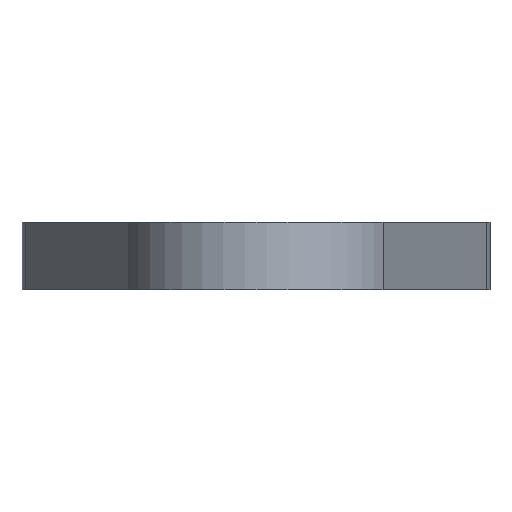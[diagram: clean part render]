
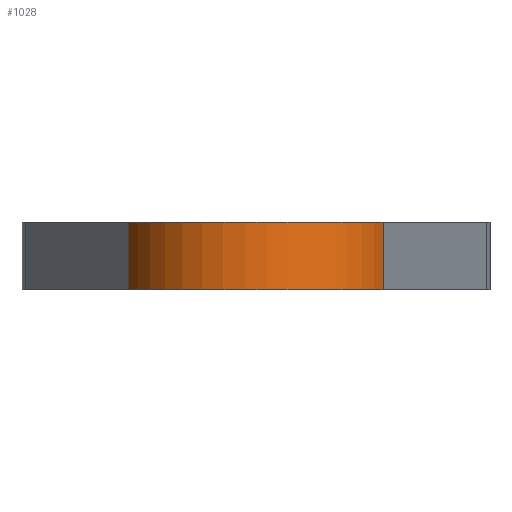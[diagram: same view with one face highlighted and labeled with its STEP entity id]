
A CAD part, front view. The second image highlights one B-rep face of the part: STEP entity #1028.
In plain terms, the highlighted cylindrical face has radius 20 mm (diameter 40 mm), a partial arc.
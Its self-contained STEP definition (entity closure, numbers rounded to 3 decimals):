
#45 = PLANE('',#46);
#46 = AXIS2_PLACEMENT_3D('',#47,#48,#49);
#47 = CARTESIAN_POINT('',(0.,-15.88,0.));
#48 = DIRECTION('',(0.,0.,1.));
#49 = DIRECTION('',(1.,0.,0.));
#102 = PLANE('',#103);
#103 = AXIS2_PLACEMENT_3D('',#104,#105,#106);
#104 = CARTESIAN_POINT('',(0.,-15.88,10.));
#105 = DIRECTION('',(0.,0.,1.));
#106 = DIRECTION('',(1.,0.,0.));
#169 = VERTEX_POINT('',#170);
#170 = CARTESIAN_POINT('',(-18.957,-56.375,0.));
#184 = PLANE('',#185);
#185 = AXIS2_PLACEMENT_3D('',#186,#187,#188);
#186 = CARTESIAN_POINT('',(-35.,0.,0.));
#187 = DIRECTION('',(0.962,0.274,0.));
#188 = DIRECTION('',(0.274,-0.962,0.));
#196 = EDGE_CURVE('',#169,#197,#199,.T.);
#197 = VERTEX_POINT('',#198);
#198 = CARTESIAN_POINT('',(18.957,-56.375,0.));
#199 = SURFACE_CURVE('',#200,(#205,#212),.PCURVE_S1.);
#200 = CIRCLE('',#201,20.);
#201 = AXIS2_PLACEMENT_3D('',#202,#203,#204);
#202 = CARTESIAN_POINT('',(0.,-50.,0.));
#203 = DIRECTION('',(0.,0.,1.));
#204 = DIRECTION('',(1.,0.,0.));
#205 = PCURVE('',#45,#206);
#206 = DEFINITIONAL_REPRESENTATION('',(#207),#211);
#207 = CIRCLE('',#208,20.);
#208 = AXIS2_PLACEMENT_2D('',#209,#210);
#209 = CARTESIAN_POINT('',(0.,-34.12));
#210 = DIRECTION('',(1.,0.));
#211 = ( GEOMETRIC_REPRESENTATION_CONTEXT(2) 
PARAMETRIC_REPRESENTATION_CONTEXT() REPRESENTATION_CONTEXT('2D SPACE',''
  ) );
#212 = PCURVE('',#213,#218);
#213 = CYLINDRICAL_SURFACE('',#214,20.);
#214 = AXIS2_PLACEMENT_3D('',#215,#216,#217);
#215 = CARTESIAN_POINT('',(0.,-50.,0.));
#216 = DIRECTION('',(-0.,-0.,-1.));
#217 = DIRECTION('',(1.,0.,0.));
#218 = DEFINITIONAL_REPRESENTATION('',(#219),#223);
#219 = LINE('',#220,#221);
#220 = CARTESIAN_POINT('',(-0.,0.));
#221 = VECTOR('',#222,1.);
#222 = DIRECTION('',(-1.,0.));
#223 = ( GEOMETRIC_REPRESENTATION_CONTEXT(2) 
PARAMETRIC_REPRESENTATION_CONTEXT() REPRESENTATION_CONTEXT('2D SPACE',''
  ) );
#241 = PLANE('',#242);
#242 = AXIS2_PLACEMENT_3D('',#243,#244,#245);
#243 = CARTESIAN_POINT('',(18.957,-56.375,0.));
#244 = DIRECTION('',(-0.962,0.274,0.));
#245 = DIRECTION('',(0.274,0.962,0.));
#673 = VERTEX_POINT('',#674);
#674 = CARTESIAN_POINT('',(-18.957,-56.375,10.));
#695 = EDGE_CURVE('',#673,#696,#698,.T.);
#696 = VERTEX_POINT('',#697);
#697 = CARTESIAN_POINT('',(18.957,-56.375,10.));
#698 = SURFACE_CURVE('',#699,(#704,#711),.PCURVE_S1.);
#699 = CIRCLE('',#700,20.);
#700 = AXIS2_PLACEMENT_3D('',#701,#702,#703);
#701 = CARTESIAN_POINT('',(0.,-50.,10.));
#702 = DIRECTION('',(0.,0.,1.));
#703 = DIRECTION('',(1.,0.,0.));
#704 = PCURVE('',#102,#705);
#705 = DEFINITIONAL_REPRESENTATION('',(#706),#710);
#706 = CIRCLE('',#707,20.);
#707 = AXIS2_PLACEMENT_2D('',#708,#709);
#708 = CARTESIAN_POINT('',(0.,-34.12));
#709 = DIRECTION('',(1.,0.));
#710 = ( GEOMETRIC_REPRESENTATION_CONTEXT(2) 
PARAMETRIC_REPRESENTATION_CONTEXT() REPRESENTATION_CONTEXT('2D SPACE',''
  ) );
#711 = PCURVE('',#213,#712);
#712 = DEFINITIONAL_REPRESENTATION('',(#713),#717);
#713 = LINE('',#714,#715);
#714 = CARTESIAN_POINT('',(-0.,-10.));
#715 = VECTOR('',#716,1.);
#716 = DIRECTION('',(-1.,0.));
#717 = ( GEOMETRIC_REPRESENTATION_CONTEXT(2) 
PARAMETRIC_REPRESENTATION_CONTEXT() REPRESENTATION_CONTEXT('2D SPACE',''
  ) );
#979 = EDGE_CURVE('',#197,#696,#980,.T.);
#980 = SURFACE_CURVE('',#981,(#985,#992),.PCURVE_S1.);
#981 = LINE('',#982,#983);
#982 = CARTESIAN_POINT('',(18.957,-56.375,0.));
#983 = VECTOR('',#984,1.);
#984 = DIRECTION('',(0.,0.,1.));
#985 = PCURVE('',#241,#986);
#986 = DEFINITIONAL_REPRESENTATION('',(#987),#991);
#987 = LINE('',#988,#989);
#988 = CARTESIAN_POINT('',(0.,0.));
#989 = VECTOR('',#990,1.);
#990 = DIRECTION('',(0.,-1.));
#991 = ( GEOMETRIC_REPRESENTATION_CONTEXT(2) 
PARAMETRIC_REPRESENTATION_CONTEXT() REPRESENTATION_CONTEXT('2D SPACE',''
  ) );
#992 = PCURVE('',#213,#993);
#993 = DEFINITIONAL_REPRESENTATION('',(#994),#998);
#994 = LINE('',#995,#996);
#995 = CARTESIAN_POINT('',(-5.959,0.));
#996 = VECTOR('',#997,1.);
#997 = DIRECTION('',(-0.,-1.));
#998 = ( GEOMETRIC_REPRESENTATION_CONTEXT(2) 
PARAMETRIC_REPRESENTATION_CONTEXT() REPRESENTATION_CONTEXT('2D SPACE',''
  ) );
#1008 = EDGE_CURVE('',#169,#673,#1009,.T.);
#1009 = SURFACE_CURVE('',#1010,(#1014,#1021),.PCURVE_S1.);
#1010 = LINE('',#1011,#1012);
#1011 = CARTESIAN_POINT('',(-18.957,-56.375,0.));
#1012 = VECTOR('',#1013,1.);
#1013 = DIRECTION('',(0.,0.,1.));
#1014 = PCURVE('',#184,#1015);
#1015 = DEFINITIONAL_REPRESENTATION('',(#1016),#1020);
#1016 = LINE('',#1017,#1018);
#1017 = CARTESIAN_POINT('',(58.613,0.));
#1018 = VECTOR('',#1019,1.);
#1019 = DIRECTION('',(0.,-1.));
#1020 = ( GEOMETRIC_REPRESENTATION_CONTEXT(2) 
PARAMETRIC_REPRESENTATION_CONTEXT() REPRESENTATION_CONTEXT('2D SPACE',''
  ) );
#1021 = PCURVE('',#213,#1022);
#1022 = DEFINITIONAL_REPRESENTATION('',(#1023),#1027);
#1023 = LINE('',#1024,#1025);
#1024 = CARTESIAN_POINT('',(-3.466,0.));
#1025 = VECTOR('',#1026,1.);
#1026 = DIRECTION('',(-0.,-1.));
#1027 = ( GEOMETRIC_REPRESENTATION_CONTEXT(2) 
PARAMETRIC_REPRESENTATION_CONTEXT() REPRESENTATION_CONTEXT('2D SPACE',''
  ) );
#1028 = ADVANCED_FACE('',(#1029),#213,.T.);
#1029 = FACE_BOUND('',#1030,.F.);
#1030 = EDGE_LOOP('',(#1031,#1032,#1033,#1034));
#1031 = ORIENTED_EDGE('',*,*,#1008,.T.);
#1032 = ORIENTED_EDGE('',*,*,#695,.T.);
#1033 = ORIENTED_EDGE('',*,*,#979,.F.);
#1034 = ORIENTED_EDGE('',*,*,#196,.F.);
